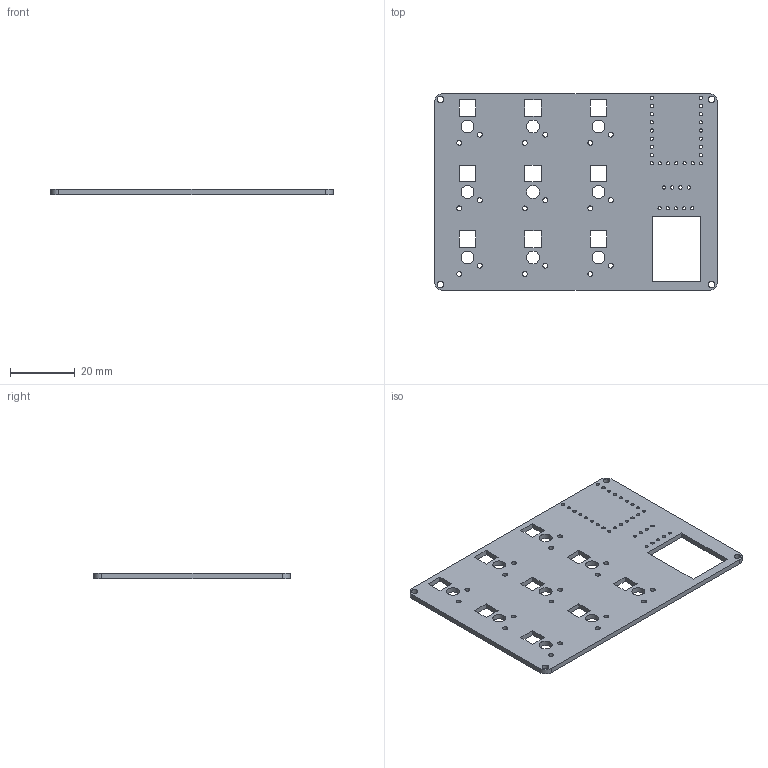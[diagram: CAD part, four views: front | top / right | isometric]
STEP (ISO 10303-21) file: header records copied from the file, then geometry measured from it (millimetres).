
FILE_DESCRIPTION(('KiCad electronic assembly'),'2;1');
FILE_NAME('keyboard_V4.step','2022-07-10T10:51:34',('Pcbnew'),('Kicad'), 'Open CASCADE STEP processor 7.6','KiCad to STEP converter','Unknown' );
FILE_SCHEMA(('AUTOMOTIVE_DESIGN { 1 0 10303 214 1 1 1 1 }'));
Length unit declared in the file: millimetre
Products named in the file (2): keyboard_V4 1; keyboard_V4 PCB
Assembly tree (1 placements, depth 2):
  keyboard_V4 1
    keyboard_V4 PCB
Bounding box: 87.63 x 60.96 x 1.6 mm (x, y, z)
Volume: 7377.8 mm3; surface area: 10619.6 mm2
Topology: 1 solids, 1 shells, 113 faces, 333 edges, 222 vertices
Faces by surface type: cylinder 67, plane 46
Full cylindrical faces by diameter (mm): 1 x32, 1.5 x18, 2 x4, 4 x9
Entity records: 8489 total; most frequent: DIRECTION 1363, CARTESIAN_POINT 1336, LINE 731, VECTOR 731, ORIENTED_EDGE 666, PCURVE 666, DEFINITIONAL_REPRESENTATION 666, EDGE_CURVE 333
